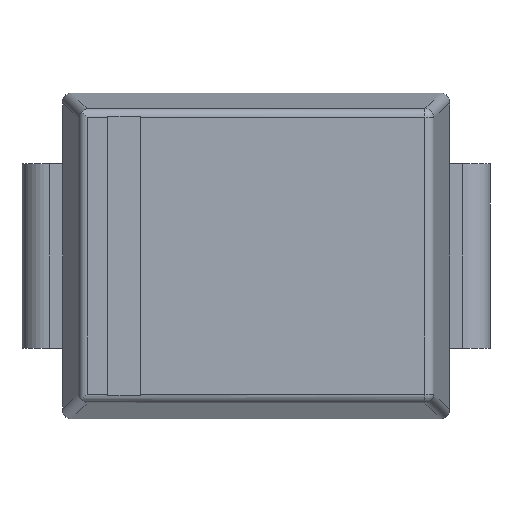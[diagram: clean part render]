
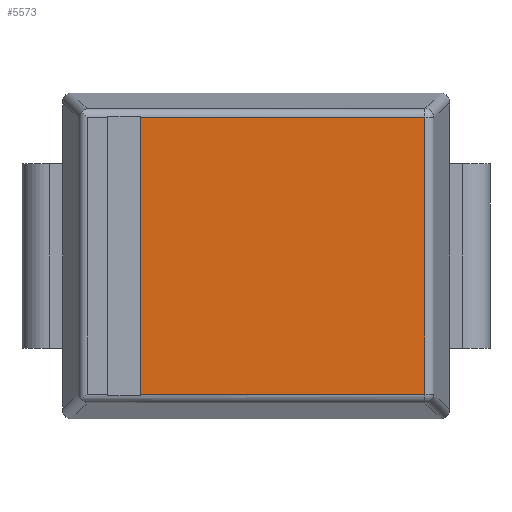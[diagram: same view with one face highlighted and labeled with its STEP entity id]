
A CAD part, top view. The second image highlights one B-rep face of the part: STEP entity #5573.
In plain terms, the highlighted planar face has unit normal (0, 0, 1).
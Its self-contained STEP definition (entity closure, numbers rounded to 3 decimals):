
#193 = VECTOR ( 'NONE', #3915, 1000. ) ;
#358 = CARTESIAN_POINT ( 'NONE',  ( 1.877, -1.537, 1.075 ) ) ;
#406 = ORIENTED_EDGE ( 'NONE', *, *, #1924, .T. ) ;
#652 = ORIENTED_EDGE ( 'NONE', *, *, #994, .T. ) ;
#773 = CARTESIAN_POINT ( 'NONE',  ( -1.283, -1.537, 1.075 ) ) ;
#798 = LINE ( 'NONE', #3016, #193 ) ;
#815 = VERTEX_POINT ( 'NONE', #1999 ) ;
#876 = DIRECTION ( 'NONE',  ( -1., 0., 0. ) ) ;
#895 = ORIENTED_EDGE ( 'NONE', *, *, #4466, .T. ) ;
#924 = VERTEX_POINT ( 'NONE', #773 ) ;
#994 = EDGE_CURVE ( 'NONE', #4981, #815, #5222, .T. ) ;
#1510 = FACE_OUTER_BOUND ( 'NONE', #2678, .T. ) ;
#1677 = DIRECTION ( 'NONE',  ( 1., 0., 0. ) ) ;
#1717 = CARTESIAN_POINT ( 'NONE',  ( 1.96, -1.537, 1.075 ) ) ;
#1728 = DIRECTION ( 'NONE',  ( 1., 0., 0. ) ) ;
#1740 = AXIS2_PLACEMENT_3D ( 'NONE', #4026, #4004, #1728 ) ;
#1924 = EDGE_CURVE ( 'NONE', #924, #3004, #2527, .T. ) ;
#1999 = CARTESIAN_POINT ( 'NONE',  ( -1.283, 1.537, 1.075 ) ) ;
#2041 = VECTOR ( 'NONE', #1677, 1000. ) ;
#2168 = CARTESIAN_POINT ( 'NONE',  ( -1.283, 0., 1.075 ) ) ;
#2527 = LINE ( 'NONE', #1717, #2041 ) ;
#2567 = ORIENTED_EDGE ( 'NONE', *, *, #5553, .F. ) ;
#2678 = EDGE_LOOP ( 'NONE', ( #2567, #406, #895, #652 ) ) ;
#3004 = VERTEX_POINT ( 'NONE', #358 ) ;
#3016 = CARTESIAN_POINT ( 'NONE',  ( 1.877, 1.62, 1.075 ) ) ;
#3195 = DIRECTION ( 'NONE',  ( 0., 1., 0. ) ) ;
#3268 = CARTESIAN_POINT ( 'NONE',  ( 1.877, 1.537, 1.075 ) ) ;
#3291 = VECTOR ( 'NONE', #3195, 1000. ) ;
#3900 = VECTOR ( 'NONE', #876, 1000. ) ;
#3915 = DIRECTION ( 'NONE',  ( 0., 1., 0. ) ) ;
#3950 = PLANE ( 'NONE',  #1740 ) ;
#4004 = DIRECTION ( 'NONE',  ( 0., 0., 1. ) ) ;
#4026 = CARTESIAN_POINT ( 'NONE',  ( 0., 0., 1.075 ) ) ;
#4466 = EDGE_CURVE ( 'NONE', #3004, #4981, #798, .T. ) ;
#4595 = CARTESIAN_POINT ( 'NONE',  ( -1.283, 1.537, 1.075 ) ) ;
#4973 = LINE ( 'NONE', #2168, #3291 ) ;
#4981 = VERTEX_POINT ( 'NONE', #3268 ) ;
#5222 = LINE ( 'NONE', #4595, #3900 ) ;
#5553 = EDGE_CURVE ( 'NONE', #924, #815, #4973, .T. ) ;
#5573 = ADVANCED_FACE ( 'NONE', ( #1510 ), #3950, .T. ) ;
